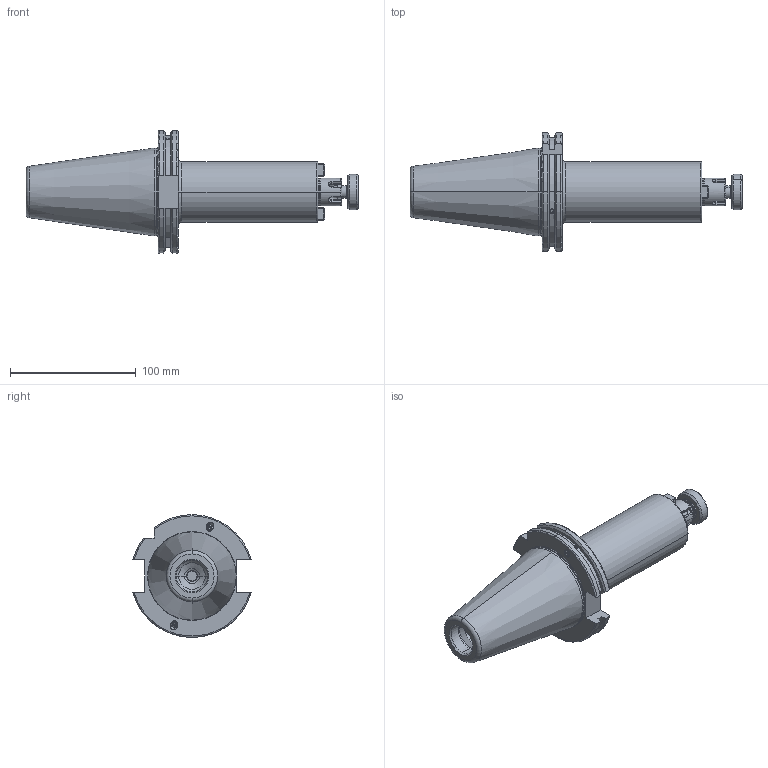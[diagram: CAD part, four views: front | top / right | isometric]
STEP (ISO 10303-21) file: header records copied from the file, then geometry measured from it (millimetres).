
FILE_DESCRIPTION (( 'STEP AP203' ), '1' );
FILE_NAME ('FWS509H-SMX22130.STEP', '2024-08-29T12:05:25', ( '' ), ( '' ), 'SwSTEP 2.0', 'SolidWorks 2024', '' );
FILE_SCHEMA (( 'CONFIG_CONTROL_DESIGN' ));
Length unit declared in the file: millimetre
Products named in the file (11): PLUG KEY 10-22; SK50SMX22130FWW; CCS-M10-22; CCS-M10-22-2; GS-M4X4-COATING_DIN 913 - M4 x 4-N; FWS509H-SMX22130; CCS-M10-22 LONG; CCS-M8-16-1; M4X4_DIN 913 - M4 x 4-N; CCS-M10-22-1
Assembly tree (13 placements, depth 5):
  FWS509H-SMX22130
    SK50SMX22130FWW
      SK50SMX22130FWW
      CCS-M10-22
        CCS-M10-22 LONG
          CCS-M10-22-1
          CCS-M10-22-2
        CCS-M8-16-1
      M4X4_DIN 913 - M4 x 4-N  x2
      PLUG KEY 10-22  x2
      GS-M4X4-COATING_DIN 913 - M4 x 4-N  x2
Bounding box: 263.75 x 94.05 x 97.5 mm (x, y, z)
Volume: 539647.2 mm3; surface area: 72285 mm2
Topology: 10 solids, 10 shells, 472 faces, 1147 edges, 706 vertices
Faces by surface type: plane 146, cone 142, cylinder 133, torus 43, sphere 8
Entity records: 13193 total; most frequent: CARTESIAN_POINT 3247, DIRECTION 1934, ORIENTED_EDGE 1766, EDGE_CURVE 883, AXIS2_PLACEMENT_3D 775, VERTEX_POINT 546, EDGE_LOOP 403, CIRCLE 389
